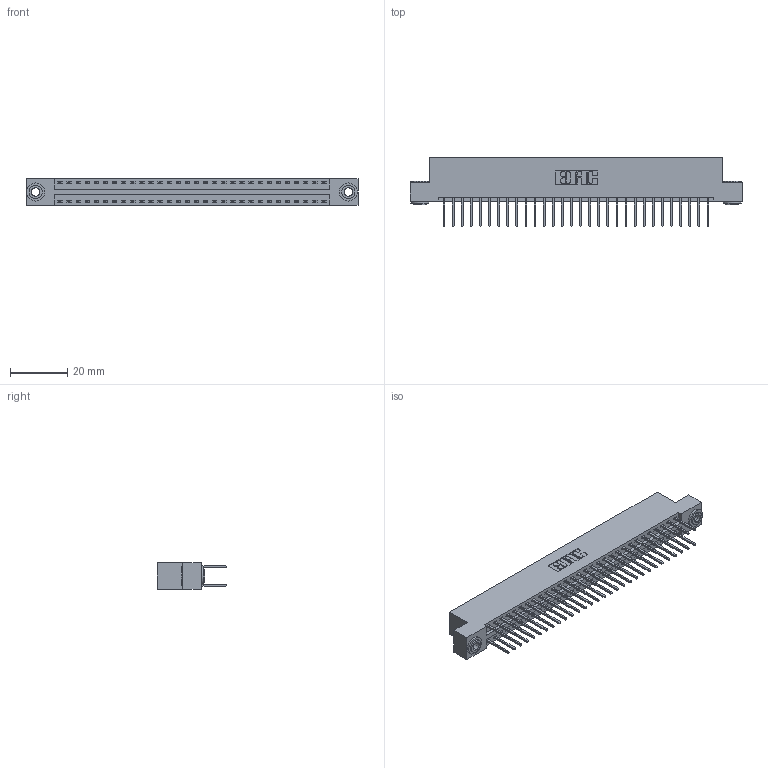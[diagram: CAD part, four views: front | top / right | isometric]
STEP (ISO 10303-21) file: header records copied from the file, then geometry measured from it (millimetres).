
FILE_DESCRIPTION (( 'STEP AP203' ), '1' );
FILE_NAME ('396-060-526-203.STEP', '2018-09-08T13:05:33', ( '' ), ( '' ), 'SwSTEP 2.0', 'SolidWorks 2016', '' );
FILE_SCHEMA (( 'CONFIG_CONTROL_DESIGN' ));
Length unit declared in the file: inch
Products named in the file (4): 345-292-001_345-293-126; 345-250-002_345-250-002-102; 396-060-526-203; 346 Part_Flush Mounting Lugs - 0.156 Dia-TH
Assembly tree (63 placements, depth 2):
  396-060-526-203
    346 Part_Flush Mounting Lugs - 0.156 Dia-TH
    345-292-001_345-293-126  x60
    345-250-002_345-250-002-102  x2
Bounding box: 115.82 x 24.13 x 9.4 mm (x, y, z)
Volume: 11318.9 mm3; surface area: 16024.5 mm2
Topology: 63 solids, 63 shells, 3280 faces, 9705 edges, 6386 vertices
Faces by surface type: plane 2186, cylinder 1086, cone 8
Entity records: 21862 total; most frequent: CARTESIAN_POINT 3595, ORIENTED_EDGE 3522, DIRECTION 3251, EDGE_CURVE 1761, LINE 1485, VECTOR 1485, VERTEX_POINT 1170, AXIS2_PLACEMENT_3D 883
